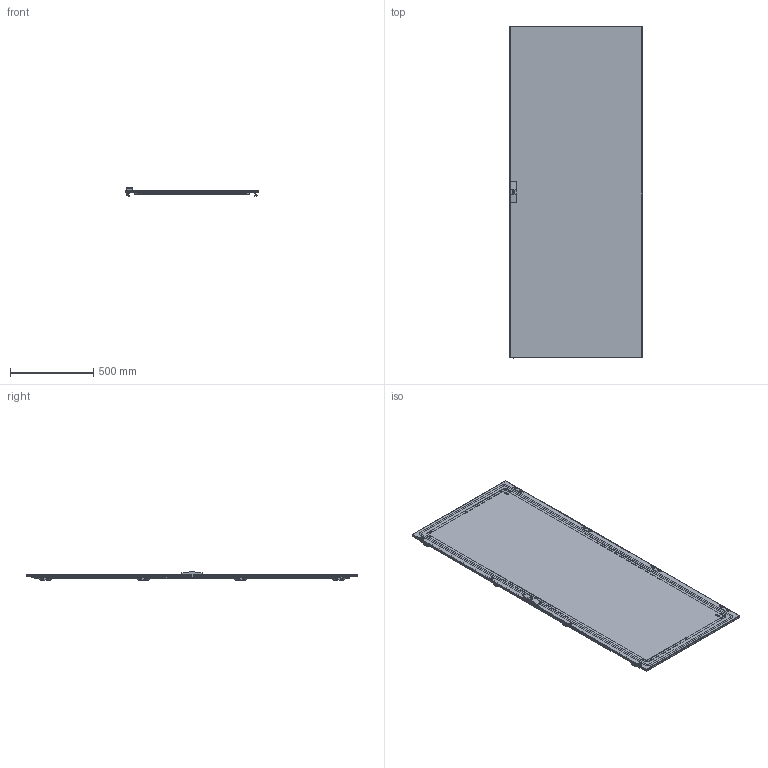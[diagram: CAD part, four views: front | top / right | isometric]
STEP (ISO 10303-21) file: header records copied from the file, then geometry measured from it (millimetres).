
FILE_DESCRIPTION (( 'STEP AP203' ), '1' );
FILE_NAME ('YKM40D-FO-DM-200-080 ÀÃÈÅ 275.05.000 Äâåðü ìåòàëëè÷åñêàÿ 2000õ800 FORMAT IEK.STEP', '2020-12-15T13:16:40', ( '' ), ( '' ), 'SwSTEP 2.0', 'SolidWorks 2017', '' );
FILE_SCHEMA (( 'CONFIG_CONTROL_DESIGN' ));
Products named in the file (1): YKM40D-FO-DM-200-080  ÀÃÈÅ 275.05.000 Äâåðü ìåòàëëè÷åñêàÿ 2000õ800 FORMAT IEK
Bounding box: 795 x 1992.6 x 50.07 mm (x, y, z)
Volume: 4490047.1 mm3; surface area: 4402710.1 mm2
Topology: 100 solids, 100 shells, 4167 faces, 10858 edges, 7041 vertices
Faces by surface type: plane 2440, cylinder 1245, cone 330, torus 108, bspline 44
Full cylindrical faces by diameter (mm): 2.5 x1, 4 x8, 5.4 x184, 6 x12, 6.9 x4, 7 x4, 7.5 x12, 8 x2, 9 x24, 9.5 x2, 10 x4, 14.2 x4
Entity records: 128241 total; most frequent: CARTESIAN_POINT 26122, DIRECTION 21054, ORIENTED_EDGE 20652, EDGE_CURVE 10326, AXIS2_PLACEMENT_3D 7040, VECTOR 6974, LINE 6974, VERTEX_POINT 6824
